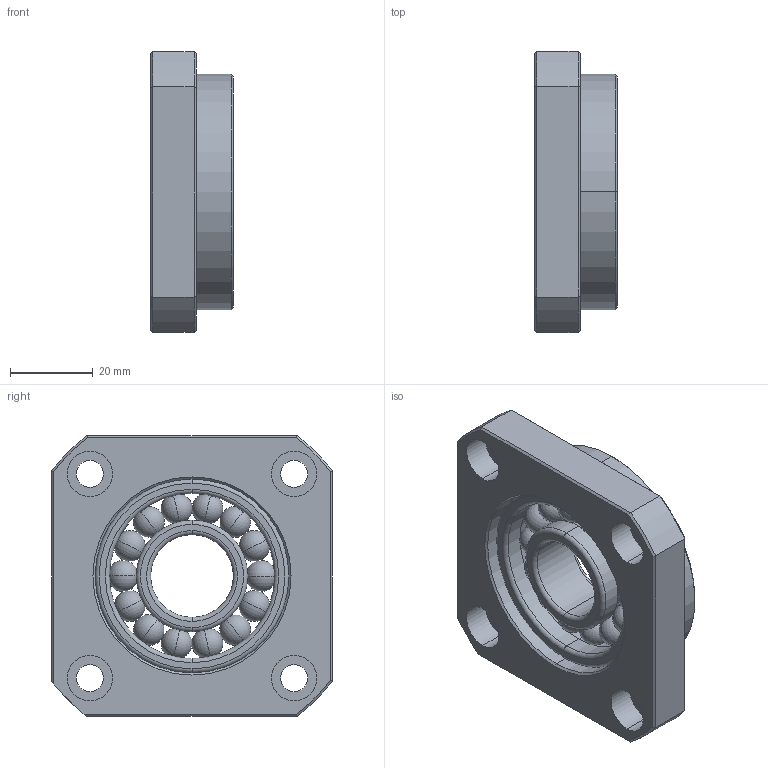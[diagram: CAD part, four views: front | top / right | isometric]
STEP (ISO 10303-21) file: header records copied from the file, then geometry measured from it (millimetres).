
FILE_DESCRIPTION (( 'STEP AP203' ), '1' );
FILE_NAME ('FF20²Õ¦X¥ó.STEP', '2010-10-04T07:45:46', ( '' ), ( '' ), 'SwSTEP 2.0', 'SolidWorks 2008', '' );
FILE_SCHEMA (( 'CONFIG_CONTROL_DESIGN' ));
Length unit declared in the file: millimetre
Products named in the file (1): FF20組合件
Bounding box: 20 x 68 x 68 mm (x, y, z)
Volume: 47444.2 mm3; surface area: 23086.9 mm2
Topology: 17 solids, 17 shells, 122 faces, 301 edges, 190 vertices
Faces by surface type: cylinder 36, sphere 28, plane 23, torus 22, cone 13
Entity records: 3211 total; most frequent: DIRECTION 614, CARTESIAN_POINT 550, ORIENTED_EDGE 462, AXIS2_PLACEMENT_3D 276, EDGE_CURVE 231, CIRCLE 153, VERTEX_POINT 148, EDGE_LOOP 141
